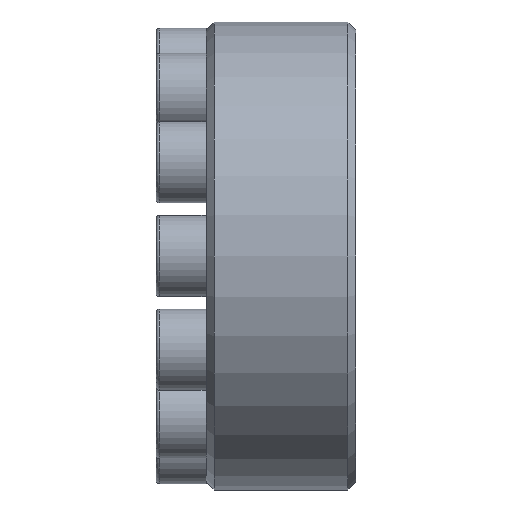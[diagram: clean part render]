
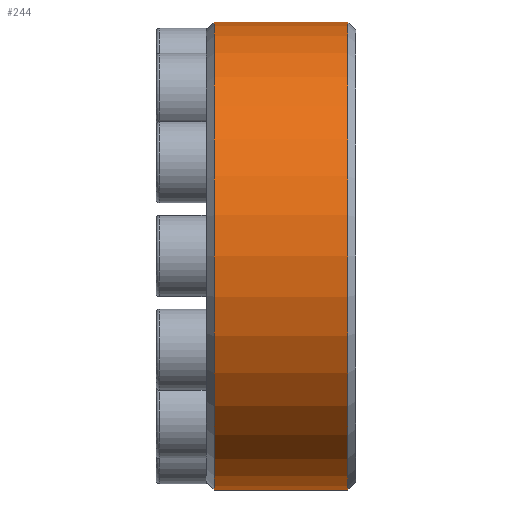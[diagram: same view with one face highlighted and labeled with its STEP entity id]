
A CAD part, front view. The second image highlights one B-rep face of the part: STEP entity #244.
In plain terms, the highlighted cylindrical face has radius 37.5 mm (diameter 75 mm), a full revolution.
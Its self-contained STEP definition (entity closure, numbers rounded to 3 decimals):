
#244 = ADVANCED_FACE( '', ( #433, #434 ), #435, .T. );
#433 = FACE_OUTER_BOUND( '', #591, .T. );
#434 = FACE_OUTER_BOUND( '', #592, .T. );
#435 = CYLINDRICAL_SURFACE( '', #593, 37.5 );
#591 = EDGE_LOOP( '', ( #768 ) );
#592 = EDGE_LOOP( '', ( #769 ) );
#593 = AXIS2_PLACEMENT_3D( '', #770, #771, #772 );
#768 = ORIENTED_EDGE( '', *, *, #930, .T. );
#769 = ORIENTED_EDGE( '', *, *, #947, .F. );
#770 = CARTESIAN_POINT( '', ( 0., 0., -24. ) );
#771 = DIRECTION( '', ( 0., 0., 1. ) );
#772 = DIRECTION( '', ( -1., 0., 0. ) );
#930 = EDGE_CURVE( '', #1041, #1041, #1042, .T. );
#947 = EDGE_CURVE( '', #1071, #1071, #1072, .T. );
#1041 = VERTEX_POINT( '', #1175 );
#1042 = CIRCLE( '', #1176, 37.5 );
#1071 = VERTEX_POINT( '', #1209 );
#1072 = CIRCLE( '', #1210, 37.5 );
#1175 = CARTESIAN_POINT( '', ( -37.5, 0., -1.273 ) );
#1176 = AXIS2_PLACEMENT_3D( '', #1341, #1342, #1343 );
#1209 = CARTESIAN_POINT( '', ( -37.5, 0., -22.727 ) );
#1210 = AXIS2_PLACEMENT_3D( '', #1372, #1373, #1374 );
#1341 = CARTESIAN_POINT( '', ( 0., 0., -1.273 ) );
#1342 = DIRECTION( '', ( 0., 0., -1. ) );
#1343 = DIRECTION( '', ( -1., 0., 0. ) );
#1372 = CARTESIAN_POINT( '', ( 0., 0., -22.727 ) );
#1373 = DIRECTION( '', ( 0., 0., -1. ) );
#1374 = DIRECTION( '', ( -1., 0., 0. ) );
